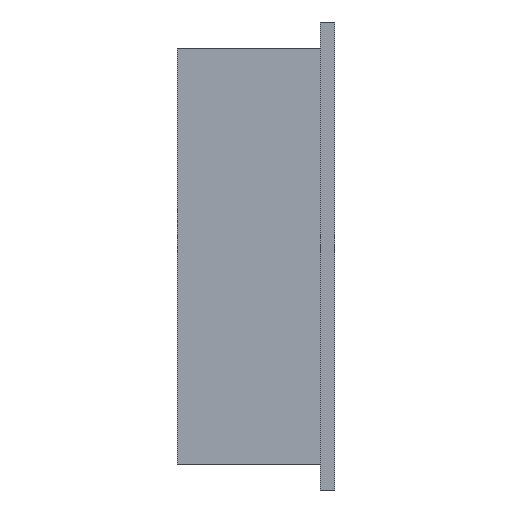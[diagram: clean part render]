
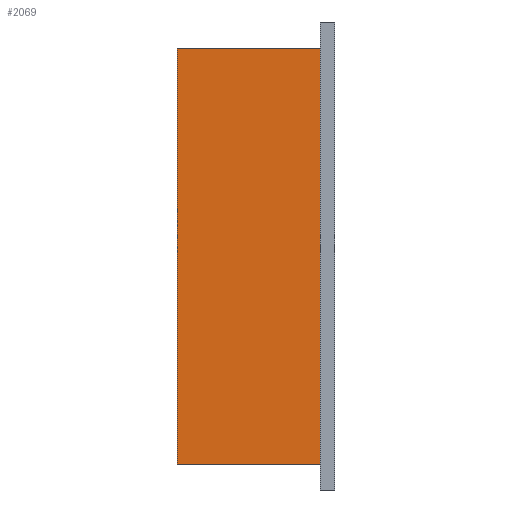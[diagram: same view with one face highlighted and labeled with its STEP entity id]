
A CAD part, left-side view. The second image highlights one B-rep face of the part: STEP entity #2069.
In plain terms, the highlighted planar face has unit normal (-1, 0, 0).
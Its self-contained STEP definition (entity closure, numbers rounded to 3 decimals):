
#112 = DIRECTION ( 'NONE',  ( 0., -1., 0. ) ) ;
#191 = VECTOR ( 'NONE', #2127, 1000. ) ;
#241 = VECTOR ( 'NONE', #112, 1000. ) ;
#335 = CARTESIAN_POINT ( 'NONE',  ( -1.6, 0.55, 0.8 ) ) ;
#445 = DIRECTION ( 'NONE',  ( 0., 0., -1. ) ) ;
#477 = EDGE_CURVE ( 'NONE', #989, #2170, #955, .T. ) ;
#485 = FACE_OUTER_BOUND ( 'NONE', #932, .T. ) ;
#527 = ORIENTED_EDGE ( 'NONE', *, *, #2145, .T. ) ;
#685 = CARTESIAN_POINT ( 'NONE',  ( -1.6, 0., -0.8 ) ) ;
#688 = ORIENTED_EDGE ( 'NONE', *, *, #2318, .T. ) ;
#797 = CARTESIAN_POINT ( 'NONE',  ( -1.6, 0.55, -0.8 ) ) ;
#816 = CARTESIAN_POINT ( 'NONE',  ( -1.6, 0.55, 0.8 ) ) ;
#823 = LINE ( 'NONE', #2060, #1768 ) ;
#837 = PLANE ( 'NONE',  #2168 ) ;
#932 = EDGE_LOOP ( 'NONE', ( #527, #1299, #2195, #688 ) ) ;
#944 = DIRECTION ( 'NONE',  ( 0., -1., 0. ) ) ;
#955 = LINE ( 'NONE', #1494, #241 ) ;
#989 = VERTEX_POINT ( 'NONE', #335 ) ;
#1099 = VERTEX_POINT ( 'NONE', #685 ) ;
#1180 = VECTOR ( 'NONE', #944, 1000. ) ;
#1252 = VERTEX_POINT ( 'NONE', #1658 ) ;
#1299 = ORIENTED_EDGE ( 'NONE', *, *, #1650, .F. ) ;
#1313 = LINE ( 'NONE', #797, #1180 ) ;
#1330 = DIRECTION ( 'NONE',  ( 1., 0., 0. ) ) ;
#1494 = CARTESIAN_POINT ( 'NONE',  ( -1.6, 0.55, 0.8 ) ) ;
#1595 = LINE ( 'NONE', #816, #191 ) ;
#1650 = EDGE_CURVE ( 'NONE', #2170, #1099, #823, .T. ) ;
#1658 = CARTESIAN_POINT ( 'NONE',  ( -1.6, 0.55, -0.8 ) ) ;
#1768 = VECTOR ( 'NONE', #445, 1000. ) ;
#2028 = CARTESIAN_POINT ( 'NONE',  ( -1.6, 0., 0.8 ) ) ;
#2060 = CARTESIAN_POINT ( 'NONE',  ( -1.6, 0., 0.8 ) ) ;
#2066 = DIRECTION ( 'NONE',  ( 0., 1., 0. ) ) ;
#2069 = ADVANCED_FACE ( 'NONE', ( #485 ), #837, .F. ) ;
#2127 = DIRECTION ( 'NONE',  ( 0., 0., -1. ) ) ;
#2145 = EDGE_CURVE ( 'NONE', #1252, #1099, #1313, .T. ) ;
#2168 = AXIS2_PLACEMENT_3D ( 'NONE', #2237, #1330, #2066 ) ;
#2170 = VERTEX_POINT ( 'NONE', #2028 ) ;
#2195 = ORIENTED_EDGE ( 'NONE', *, *, #477, .F. ) ;
#2237 = CARTESIAN_POINT ( 'NONE',  ( -1.6, 0.55, 0.8 ) ) ;
#2318 = EDGE_CURVE ( 'NONE', #989, #1252, #1595, .T. ) ;
